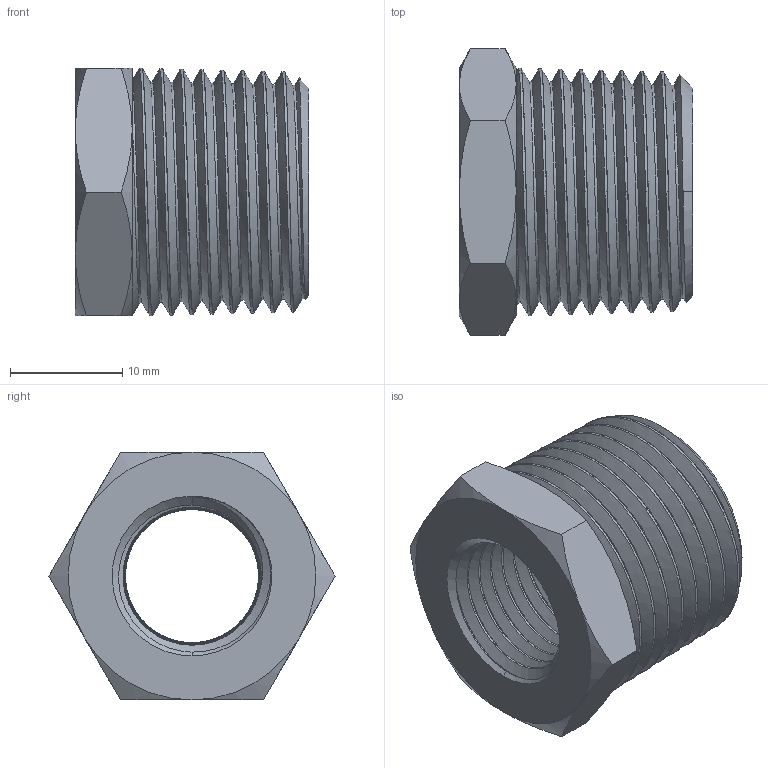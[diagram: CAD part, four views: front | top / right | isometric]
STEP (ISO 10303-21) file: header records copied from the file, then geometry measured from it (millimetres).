
FILE_DESCRIPTION (( 'STEP AP203' ), '1' );
FILE_NAME ('4464K642.step', '2011-08-11T15:46:45', ( 'jim' ), ( '' ), 'SwSTEP 2.0', 'SolidWorks 2009', '' );
FILE_SCHEMA (( 'CONFIG_CONTROL_DESIGN' ));
Length unit declared in the file: inch
Products named in the file (1): 4464K642
Bounding box: 20.83 x 25.52 x 22.11 mm (x, y, z)
Volume: 4783.4 mm3; surface area: 3758.3 mm2
Topology: 1 solids, 1 shells, 73 faces, 196 edges, 125 vertices
Faces by surface type: cone 51, plane 12, bspline 8, cylinder 2
Entity records: 11953 total; most frequent: CARTESIAN_POINT 10279, ORIENTED_EDGE 392, DIRECTION 241, EDGE_CURVE 196, VERTEX_POINT 125, B_SPLINE_CURVE_WITH_KNOTS 117, AXIS2_PLACEMENT_3D 96, EDGE_LOOP 75
